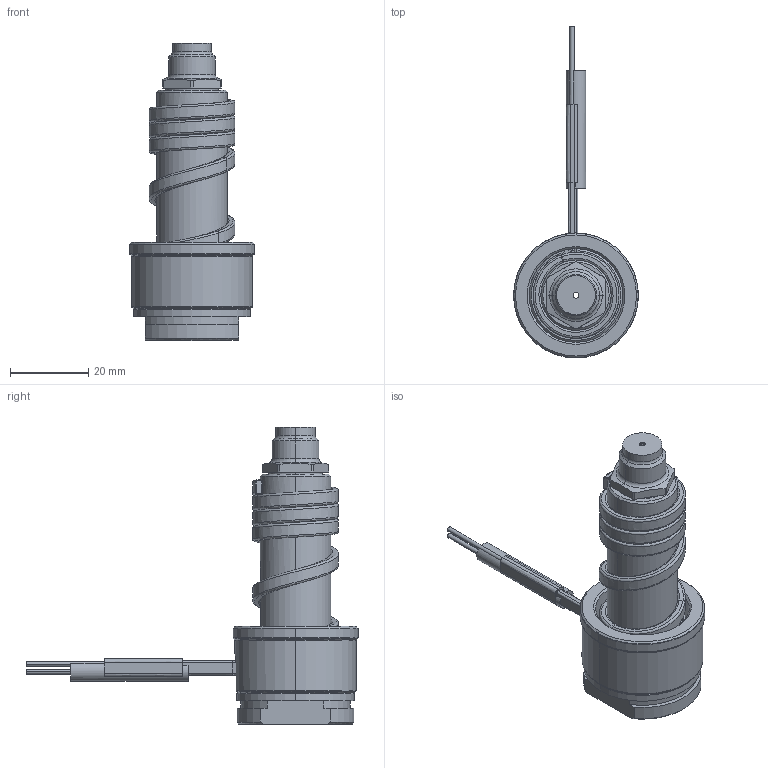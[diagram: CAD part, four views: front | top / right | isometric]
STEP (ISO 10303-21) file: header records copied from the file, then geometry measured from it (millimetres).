
FILE_DESCRIPTION((''),'2;1');
FILE_NAME('SM-76-AEM-N','2014-02-14T',('Íàòàëüÿ'),('IMID'),'PRO/ENGINEER BY PARAMETRIC TECHNOLOGY CORPORATION, 2010480','PRO/ENGINEER BY PARAMETRIC TECHNOLOGY CORPORATION, 2010480','');
FILE_SCHEMA(('CONFIG_CONTROL_DESIGN'));
Length unit declared in the file: millimetre
Products named in the file (1): SM-76-AEM-N
Bounding box: 32 x 85 x 76.2 mm (x, y, z)
Volume: 27069.1 mm3; surface area: 16474.1 mm2
Topology: 1 solids, 11 shells, 306 faces, 774 edges, 463 vertices
Faces by surface type: cylinder 109, bspline 53, plane 52, cone 50, torus 24, revolution 9, extrusion 7, sphere 2
Entity records: 15331 total; most frequent: CARTESIAN_POINT 8264, ORIENTED_EDGE 1492, DIRECTION 1403, EDGE_CURVE 766, AXIS2_PLACEMENT_3D 562, VERTEX_POINT 463, EDGE_LOOP 331, CIRCLE 324
